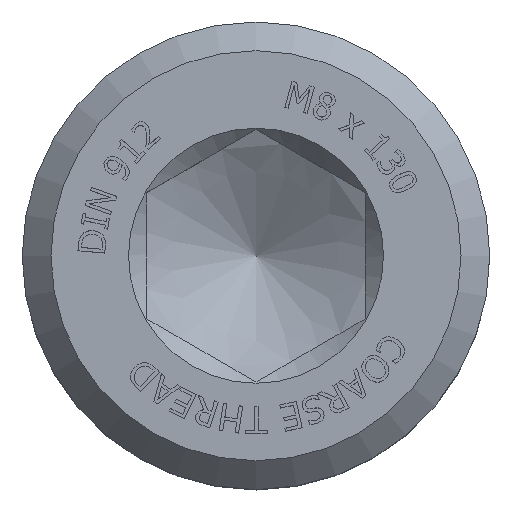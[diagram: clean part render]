
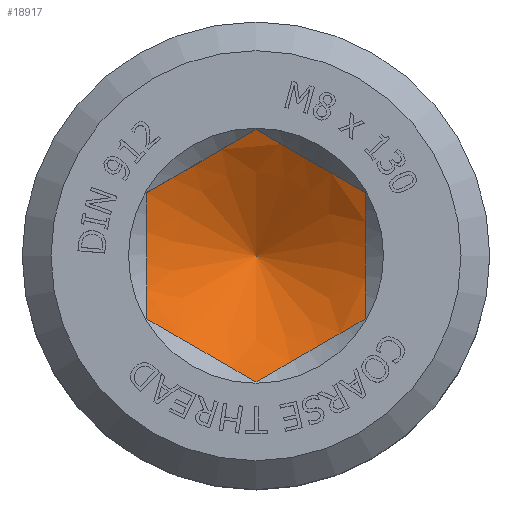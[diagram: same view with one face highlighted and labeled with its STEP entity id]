
A CAD part, top view. The second image highlights one B-rep face of the part: STEP entity #18917.
In plain terms, the highlighted conical face has half-angle 60 degrees and reference radius 2.6 mm.
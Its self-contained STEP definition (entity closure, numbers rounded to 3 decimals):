
#18545=CARTESIAN_POINT('',(0.,3.51,-4.0));
#18546=VERTEX_POINT('',#18545);
#18553=CARTESIAN_POINT('',(3.04,1.755,-4.0));
#18554=VERTEX_POINT('',#18553);
#18555=CARTESIAN_POINT('',(3.04,1.755,-4.0));
#18556=CARTESIAN_POINT('',(1.52,2.633,-4.507));
#18557=CARTESIAN_POINT('',(0.,3.51,-4.0));
#18565=(BOUNDED_CURVE()B_SPLINE_CURVE(2,(#18555,#18556,#18557),.UNSPECIFIED.,.F.,.U.)B_SPLINE_CURVE_WITH_KNOTS((3,3),(0.21,0.67),.UNSPECIFIED.)CURVE()GEOMETRIC_REPRESENTATION_ITEM()RATIONAL_B_SPLINE_CURVE((1.258,1.453,1.258))REPRESENTATION_ITEM(''));
#18566=EDGE_CURVE('',#18554,#18546,#18565,.T.);
#18583=CARTESIAN_POINT('',(-3.04,1.755,-4.0));
#18584=VERTEX_POINT('',#18583);
#18591=CARTESIAN_POINT('',(0.,3.51,-4.0));
#18592=CARTESIAN_POINT('',(-1.52,2.633,-4.507));
#18593=CARTESIAN_POINT('',(-3.04,1.755,-4.0));
#18601=(BOUNDED_CURVE()B_SPLINE_CURVE(2,(#18591,#18592,#18593),.UNSPECIFIED.,.F.,.U.)B_SPLINE_CURVE_WITH_KNOTS((3,3),(0.21,0.67),.UNSPECIFIED.)CURVE()GEOMETRIC_REPRESENTATION_ITEM()RATIONAL_B_SPLINE_CURVE((1.258,1.453,1.258))REPRESENTATION_ITEM(''));
#18602=EDGE_CURVE('',#18546,#18584,#18601,.T.);
#18614=CARTESIAN_POINT('',(-3.04,-1.755,-4.0));
#18615=VERTEX_POINT('',#18614);
#18622=CARTESIAN_POINT('',(-3.04,1.755,-4.0));
#18623=CARTESIAN_POINT('',(-3.04,0.,-4.507));
#18624=CARTESIAN_POINT('',(-3.04,-1.755,-4.0));
#18632=(BOUNDED_CURVE()B_SPLINE_CURVE(2,(#18622,#18623,#18624),.UNSPECIFIED.,.F.,.U.)B_SPLINE_CURVE_WITH_KNOTS((3,3),(0.21,0.67),.UNSPECIFIED.)CURVE()GEOMETRIC_REPRESENTATION_ITEM()RATIONAL_B_SPLINE_CURVE((1.258,1.453,1.258))REPRESENTATION_ITEM(''));
#18633=EDGE_CURVE('',#18584,#18615,#18632,.T.);
#18645=CARTESIAN_POINT('',(0.,-3.51,-4.0));
#18646=VERTEX_POINT('',#18645);
#18653=CARTESIAN_POINT('',(-3.04,-1.755,-4.0));
#18654=CARTESIAN_POINT('',(-1.52,-2.633,-4.507));
#18655=CARTESIAN_POINT('',(0.,-3.51,-4.0));
#18663=(BOUNDED_CURVE()B_SPLINE_CURVE(2,(#18653,#18654,#18655),.UNSPECIFIED.,.F.,.U.)B_SPLINE_CURVE_WITH_KNOTS((3,3),(0.21,0.67),.UNSPECIFIED.)CURVE()GEOMETRIC_REPRESENTATION_ITEM()RATIONAL_B_SPLINE_CURVE((1.258,1.453,1.258))REPRESENTATION_ITEM(''));
#18664=EDGE_CURVE('',#18615,#18646,#18663,.T.);
#18676=CARTESIAN_POINT('',(3.04,-1.755,-4.));
#18677=VERTEX_POINT('',#18676);
#18684=CARTESIAN_POINT('',(0.,-3.51,-4.0));
#18685=CARTESIAN_POINT('',(1.52,-2.633,-4.507));
#18686=CARTESIAN_POINT('',(3.04,-1.755,-4.));
#18694=(BOUNDED_CURVE()B_SPLINE_CURVE(2,(#18684,#18685,#18686),.UNSPECIFIED.,.F.,.U.)B_SPLINE_CURVE_WITH_KNOTS((3,3),(0.21,0.67),.UNSPECIFIED.)CURVE()GEOMETRIC_REPRESENTATION_ITEM()RATIONAL_B_SPLINE_CURVE((1.258,1.453,1.258))REPRESENTATION_ITEM(''));
#18695=EDGE_CURVE('',#18646,#18677,#18694,.T.);
#18708=CARTESIAN_POINT('',(3.04,-1.755,-4.));
#18709=CARTESIAN_POINT('',(3.04,0.,-4.507));
#18710=CARTESIAN_POINT('',(3.04,1.755,-4.0));
#18718=(BOUNDED_CURVE()B_SPLINE_CURVE(2,(#18708,#18709,#18710),.UNSPECIFIED.,.F.,.U.)B_SPLINE_CURVE_WITH_KNOTS((3,3),(0.21,0.67),.UNSPECIFIED.)CURVE()GEOMETRIC_REPRESENTATION_ITEM()RATIONAL_B_SPLINE_CURVE((1.258,1.453,1.258))REPRESENTATION_ITEM(''));
#18719=EDGE_CURVE('',#18677,#18554,#18718,.T.);
#18904=CARTESIAN_POINT('',(0.0,0.,-4.526));
#18905=DIRECTION('',(0.0,0.,1.0));
#18906=DIRECTION('',(0.0,1.0,0.0));
#18907=AXIS2_PLACEMENT_3D('',#18904,#18905,#18906);
#18908=CONICAL_SURFACE('',#18907,2.6,60.);
#18909=ORIENTED_EDGE('',*,*,#18633,.T.);
#18910=ORIENTED_EDGE('',*,*,#18664,.T.);
#18911=ORIENTED_EDGE('',*,*,#18695,.T.);
#18912=ORIENTED_EDGE('',*,*,#18719,.T.);
#18913=ORIENTED_EDGE('',*,*,#18566,.T.);
#18914=ORIENTED_EDGE('',*,*,#18602,.T.);
#18915=EDGE_LOOP('',(#18909,#18910,#18911,#18912,#18913,#18914));
#18916=FACE_OUTER_BOUND('',#18915,.T.);
#18917=ADVANCED_FACE('',(#18916),#18908,.F.);
